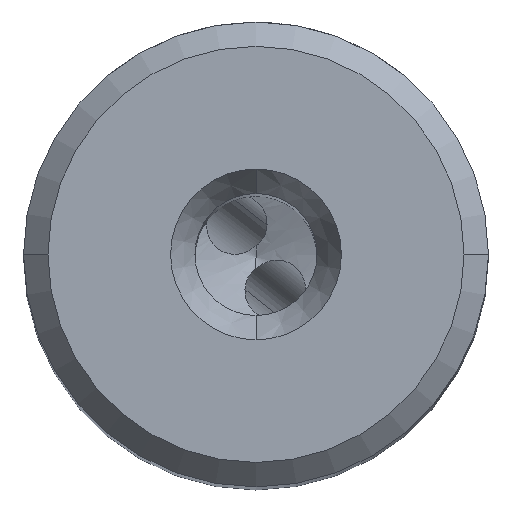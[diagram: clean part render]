
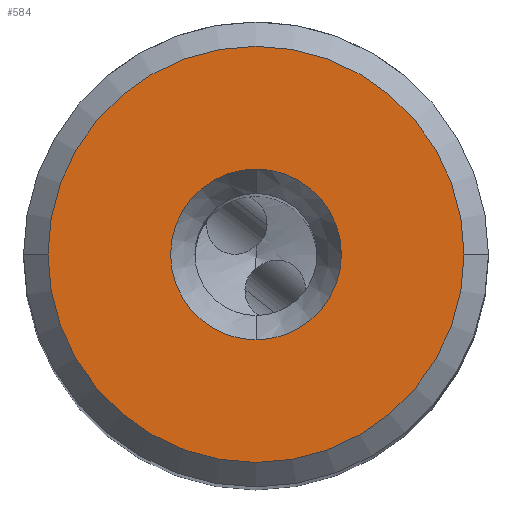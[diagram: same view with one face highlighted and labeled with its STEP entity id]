
A CAD part, top view. The second image highlights one B-rep face of the part: STEP entity #584.
In plain terms, the highlighted planar face has unit normal (0, 0, 1).
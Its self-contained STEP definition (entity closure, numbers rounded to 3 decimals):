
#216=CIRCLE('',#4248,8.525);
#293=CIRCLE('',#4457,3.5);
#294=CIRCLE('',#4459,3.5);
#295=CIRCLE('',#4461,8.525);
#428=FACE_BOUND('',#1091,.T.);
#429=FACE_BOUND('',#1092,.T.);
#584=ADVANCED_FACE('',(#428,#429),#715,.T.);
#715=PLANE('',#4462);
#1091=EDGE_LOOP('',(#2216,#2217));
#1092=EDGE_LOOP('',(#2218,#2219));
#2216=ORIENTED_EDGE('',*,*,#3502,.T.);
#2217=ORIENTED_EDGE('',*,*,#3504,.T.);
#2218=ORIENTED_EDGE('',*,*,#3092,.T.);
#2219=ORIENTED_EDGE('',*,*,#3505,.T.);
#2669=VERTEX_POINT('',#5778);
#2670=VERTEX_POINT('',#5780);
#2941=VERTEX_POINT('',#8540);
#2942=VERTEX_POINT('',#8542);
#3092=EDGE_CURVE('',#2669,#2670,#216,.T.);
#3502=EDGE_CURVE('',#2942,#2941,#293,.T.);
#3504=EDGE_CURVE('',#2941,#2942,#294,.T.);
#3505=EDGE_CURVE('',#2670,#2669,#295,.T.);
#4248=AXIS2_PLACEMENT_3D('',#5781,#4700,#4701);
#4457=AXIS2_PLACEMENT_3D('',#8541,#5273,#5274);
#4459=AXIS2_PLACEMENT_3D('',#8545,#5278,#5279);
#4461=AXIS2_PLACEMENT_3D('',#8547,#5282,#5283);
#4462=AXIS2_PLACEMENT_3D('',#8548,#5284,#5285);
#4700=DIRECTION('',(0.,0.,1.));
#4701=DIRECTION('',(1.,0.,0.));
#5273=DIRECTION('',(0.,0.,-1.));
#5274=DIRECTION('',(0.,1.,0.));
#5278=DIRECTION('',(0.,0.,-1.));
#5279=DIRECTION('',(0.,-1.,0.));
#5282=DIRECTION('',(0.,0.,1.));
#5283=DIRECTION('',(-1.,0.,0.));
#5284=DIRECTION('',(0.,0.,1.));
#5285=DIRECTION('',(-1.,0.,0.));
#5778=CARTESIAN_POINT('',(8.525,0.,38.04));
#5780=CARTESIAN_POINT('',(-8.525,0.,38.04));
#5781=CARTESIAN_POINT('',(0.,0.,38.04));
#8540=CARTESIAN_POINT('',(0.,-3.5,38.04));
#8541=CARTESIAN_POINT('',(0.,0.,38.04));
#8542=CARTESIAN_POINT('',(0.,3.5,38.04));
#8545=CARTESIAN_POINT('',(0.,0.,38.04));
#8547=CARTESIAN_POINT('',(0.,0.,38.04));
#8548=CARTESIAN_POINT('',(0.,0.,38.04));
